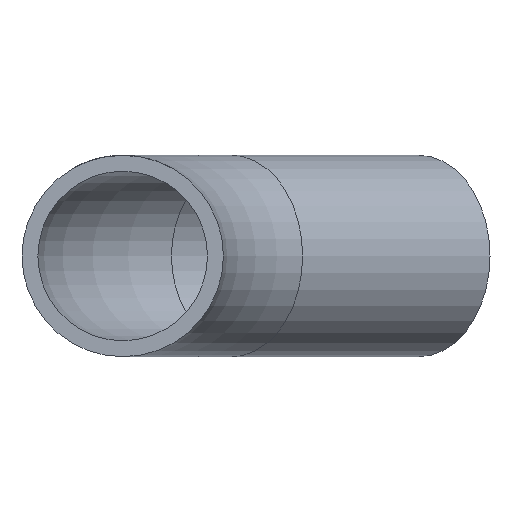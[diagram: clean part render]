
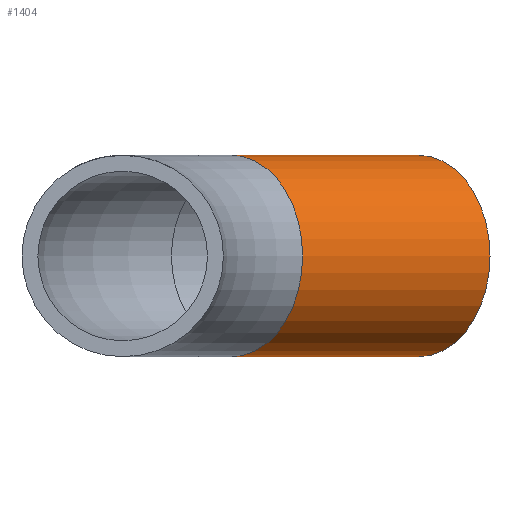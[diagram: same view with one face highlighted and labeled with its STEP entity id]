
A CAD part, front view. The second image highlights one B-rep face of the part: STEP entity #1404.
In plain terms, the highlighted cylindrical face has radius 9.5 mm (diameter 19 mm), a full revolution.
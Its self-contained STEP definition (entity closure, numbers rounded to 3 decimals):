
#79 = VERTEX_POINT ( 'NONE', #1708 ) ;
#218 = EDGE_LOOP ( 'NONE', ( #300 ) ) ;
#257 = DIRECTION ( 'NONE',  ( -0.707, 0.707, 0. ) ) ;
#300 = ORIENTED_EDGE ( 'NONE', *, *, #2234, .T. ) ;
#437 = FACE_OUTER_BOUND ( 'NONE', #218, .T. ) ;
#551 = DIRECTION ( 'NONE',  ( 0., 0., 1. ) ) ;
#703 = CARTESIAN_POINT ( 'NONE',  ( -24.749, 49.749, 0. ) ) ;
#724 = DIRECTION ( 'NONE',  ( 0., 0., 1. ) ) ;
#781 = VERTEX_POINT ( 'NONE', #2306 ) ;
#1029 = DIRECTION ( 'NONE',  ( 0.707, 0.707, 0. ) ) ;
#1064 = ORIENTED_EDGE ( 'NONE', *, *, #1617, .F. ) ;
#1168 = DIRECTION ( 'NONE',  ( 0.707, 0.707, 0. ) ) ;
#1355 = FACE_OUTER_BOUND ( 'NONE', #2339, .T. ) ;
#1380 = CARTESIAN_POINT ( 'NONE',  ( -24.749, 49.749, 0. ) ) ;
#1404 = ADVANCED_FACE ( 'NONE', ( #1355, #437 ), #2299, .T. ) ;
#1464 = CARTESIAN_POINT ( 'NONE',  ( -7.071, 67.426, 0. ) ) ;
#1504 = CIRCLE ( 'NONE', #1821, 9.5 ) ;
#1598 = AXIS2_PLACEMENT_3D ( 'NONE', #1464, #2215, #551 ) ;
#1617 = EDGE_CURVE ( 'NONE', #781, #781, #2114, .T. ) ;
#1705 = AXIS2_PLACEMENT_3D ( 'NONE', #1380, #1168, #257 ) ;
#1708 = CARTESIAN_POINT ( 'NONE',  ( -24.749, 49.749, 9.5 ) ) ;
#1821 = AXIS2_PLACEMENT_3D ( 'NONE', #703, #1029, #724 ) ;
#2114 = CIRCLE ( 'NONE', #1598, 9.5 ) ;
#2215 = DIRECTION ( 'NONE',  ( 0.707, 0.707, 0. ) ) ;
#2234 = EDGE_CURVE ( 'NONE', #79, #79, #1504, .T. ) ;
#2299 = CYLINDRICAL_SURFACE ( 'NONE', #1705, 9.5 ) ;
#2306 = CARTESIAN_POINT ( 'NONE',  ( -7.071, 67.426, 9.5 ) ) ;
#2339 = EDGE_LOOP ( 'NONE', ( #1064 ) ) ;
